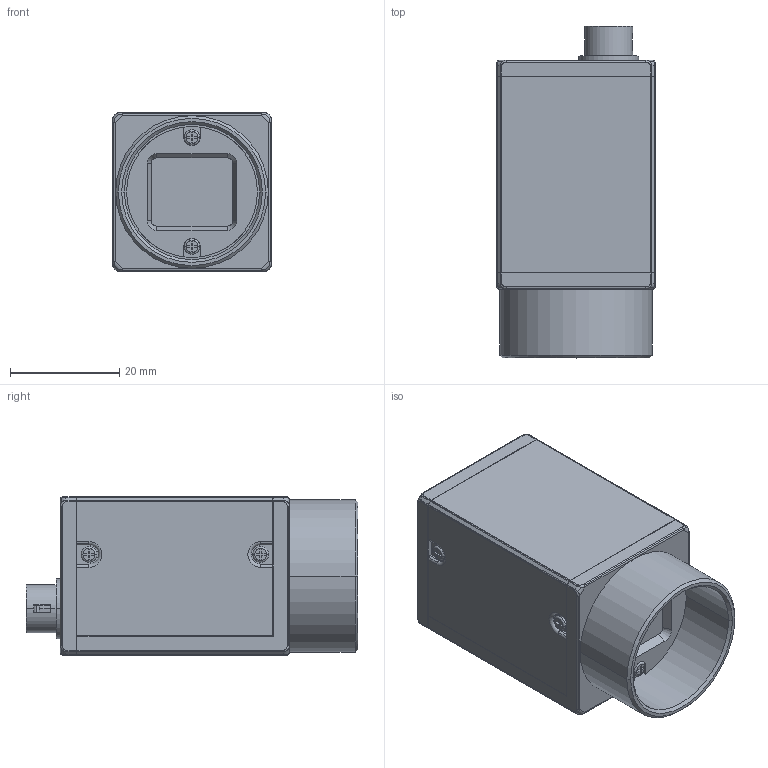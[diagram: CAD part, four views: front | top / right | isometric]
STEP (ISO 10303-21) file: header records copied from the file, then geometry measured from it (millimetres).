
FILE_DESCRIPTION(('STEP AP214'),'1');
FILE_NAME('EG_type-1(GigE).stp','2022-12-02T09:38:40',(' '),(' '),'Spatial InterOp 3D',' ',' ');
FILE_SCHEMA(('AUTOMOTIVE_DESIGN { 1 0 10303 214 1 1 1 1 }'));
Length unit declared in the file: metre
Products named in the file (2): EG_type-1(GigE); Component1
Assembly tree (1 placements, depth 2):
  EG_type-1(GigE)
    Component1
Bounding box: 29 x 60.9 x 29 mm (x, y, z)
Volume: 27884.8 mm3; surface area: 18425.4 mm2
Topology: 1 solids, 2 shells, 1011 faces, 2745 edges, 1762 vertices
Faces by surface type: plane 524, cylinder 386, torus 40, cone 39, bspline 16, sphere 6
Entity records: 34270 total; most frequent: CARTESIAN_POINT 7899, DIRECTION 5664, ORIENTED_EDGE 5484, EDGE_CURVE 2742, AXIS2_PLACEMENT_3D 1959, VERTEX_POINT 1762, LINE 1746, VECTOR 1746
